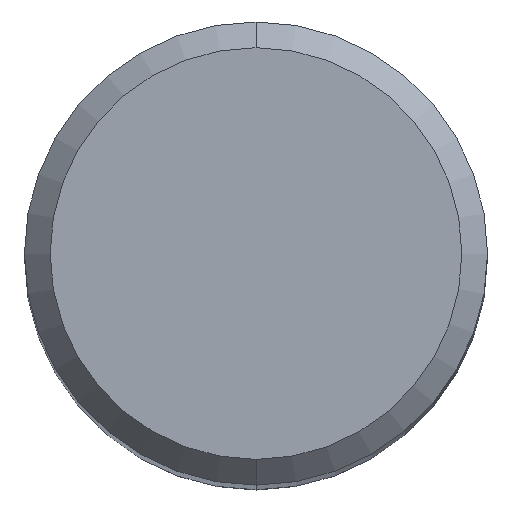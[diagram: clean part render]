
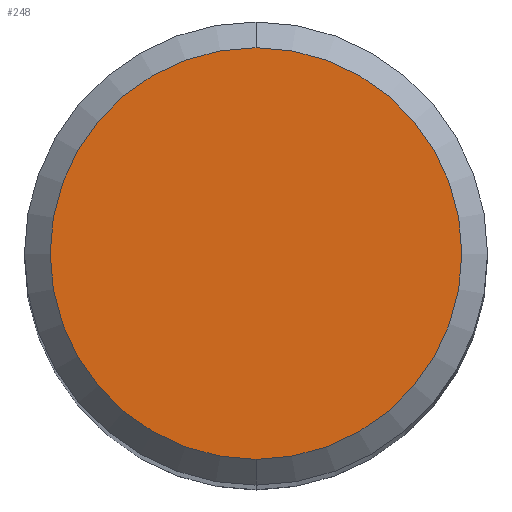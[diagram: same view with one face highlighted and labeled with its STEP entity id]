
A CAD part, top view. The second image highlights one B-rep face of the part: STEP entity #248.
In plain terms, the highlighted planar face has unit normal (0, 0, 1).
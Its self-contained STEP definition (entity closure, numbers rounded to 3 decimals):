
#186=EDGE_CURVE('',#252,#254,#403,.T.);
#248=ADVANCED_FACE('',(#474),#475,.T.);
#252=VERTEX_POINT('',#480);
#254=VERTEX_POINT('',#482);
#256=EDGE_CURVE('',#254,#252,#484,.T.);
#403=CIRCLE('',#652,4.0);
#474=FACE_OUTER_BOUND('',#737,.T.);
#475=PLANE('',#738);
#480=CARTESIAN_POINT('',(0.0,4.0,46.36));
#482=CARTESIAN_POINT('',(0.,-4.0,46.36));
#484=CIRCLE('',#748,4.0);
#652=AXIS2_PLACEMENT_3D('',#943,#944,#945);
#737=EDGE_LOOP('',(#1042,#1043));
#738=AXIS2_PLACEMENT_3D('',#1044,#1045,#1046);
#748=AXIS2_PLACEMENT_3D('',#1055,#1056,#1057);
#943=CARTESIAN_POINT('',(0.0,0.0,46.36));
#944=DIRECTION('',(0.0,0.0,-1.0));
#945=DIRECTION('',(0.0,1.0,0.0));
#1042=ORIENTED_EDGE('',*,*,#186,.F.);
#1043=ORIENTED_EDGE('',*,*,#256,.F.);
#1044=CARTESIAN_POINT('',(0.0,2.0,46.36));
#1045=DIRECTION('',(-0.0,0.0,1.0));
#1046=DIRECTION('',(0.0,-1.0,0.0));
#1055=CARTESIAN_POINT('',(0.0,0.0,46.36));
#1056=DIRECTION('',(0.0,0.0,-1.0));
#1057=DIRECTION('',(0.0,1.0,0.0));
